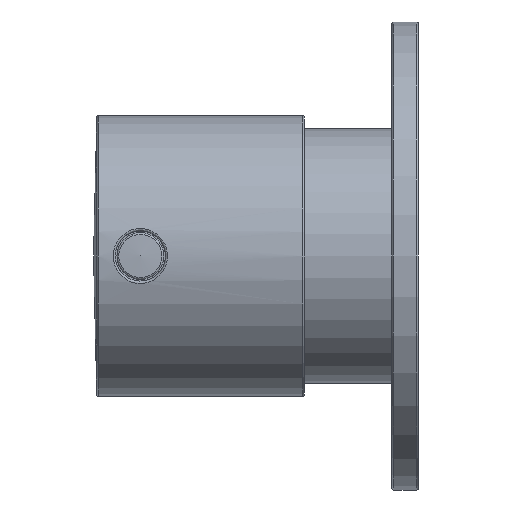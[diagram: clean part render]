
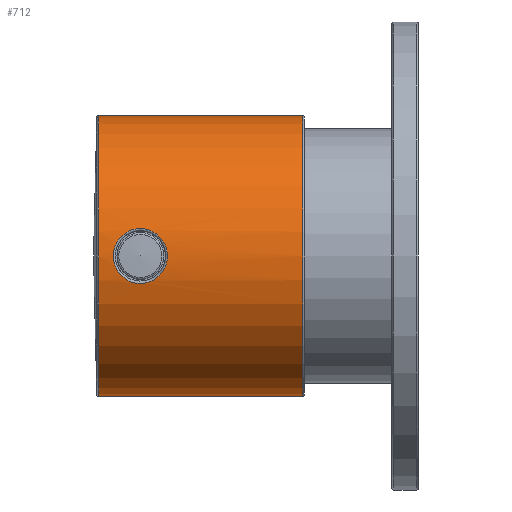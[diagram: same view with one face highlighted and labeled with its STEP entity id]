
A CAD part, left-side view. The second image highlights one B-rep face of the part: STEP entity #712.
In plain terms, the highlighted cylindrical face has radius 21 mm (diameter 42 mm), a full revolution.
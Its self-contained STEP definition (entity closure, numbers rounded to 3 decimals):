
#30=B_SPLINE_CURVE_WITH_KNOTS('',3,(#1588,#1589,#1590,#1591,#1592,#1593,
#1594,#1595,#1596,#1597,#1598,#1599,#1600),.UNSPECIFIED.,.T.,.F.,(1,1,1,
1,1,1,1,1,1,1,1,1,1,1,1,1,1),(-0.008,-0.006,
-0.003,0.,0.003,0.005,
0.006,0.01,0.013,0.016,
0.018,0.019,0.023,0.026,
0.029,0.031,0.032),.UNSPECIFIED.);
#31=B_SPLINE_CURVE_WITH_KNOTS('',3,(#1604,#1605,#1606,#1607,#1608,#1609,
#1610,#1611,#1612,#1613,#1614),.UNSPECIFIED.,.T.,.F.,(1,1,1,1,1,1,1,1,1,
1,1,1,1,1,1),(-0.006,-0.004,-0.002,
0.,0.002,0.004,0.006,
0.008,0.01,0.012,0.014,
0.016,0.018,0.02,0.022),
 .UNSPECIFIED.);
#166=ORIENTED_EDGE('',*,*,#276,.T.);
#167=ORIENTED_EDGE('',*,*,#277,.T.);
#168=ORIENTED_EDGE('',*,*,#278,.T.);
#169=ORIENTED_EDGE('',*,*,#279,.T.);
#276=EDGE_CURVE('',#343,#343,#404,.F.);
#277=EDGE_CURVE('',#344,#344,#30,.T.);
#278=EDGE_CURVE('',#345,#345,#405,.T.);
#279=EDGE_CURVE('',#346,#346,#31,.T.);
#343=VERTEX_POINT('',#1587);
#344=VERTEX_POINT('',#1601);
#345=VERTEX_POINT('',#1603);
#346=VERTEX_POINT('',#1615);
#404=CIRCLE('',#1159,21.);
#405=CIRCLE('',#1160,21.);
#486=EDGE_LOOP('',(#166));
#487=EDGE_LOOP('',(#167));
#488=EDGE_LOOP('',(#168));
#489=EDGE_LOOP('',(#169));
#603=FACE_BOUND('',#486,.T.);
#604=FACE_BOUND('',#487,.T.);
#605=FACE_BOUND('',#488,.T.);
#606=FACE_BOUND('',#489,.T.);
#673=CYLINDRICAL_SURFACE('',#1158,21.);
#712=ADVANCED_FACE('',(#603,#604,#605,#606),#673,.T.);
#1158=AXIS2_PLACEMENT_3D('',#1585,#1342,#1343);
#1159=AXIS2_PLACEMENT_3D('',#1586,#1344,#1345);
#1160=AXIS2_PLACEMENT_3D('',#1602,#1346,#1347);
#1342=DIRECTION('',(0.,0.,-1.));
#1343=DIRECTION('',(-1.,0.,0.));
#1344=DIRECTION('',(0.,0.,-1.));
#1345=DIRECTION('',(-1.,0.,0.));
#1346=DIRECTION('',(0.,0.,-1.));
#1347=DIRECTION('',(-1.,0.,0.));
#1585=CARTESIAN_POINT('',(0.,0.,30.));
#1586=CARTESIAN_POINT('',(0.,0.,0.2));
#1587=CARTESIAN_POINT('',(-21.,0.,0.2));
#1588=CARTESIAN_POINT('',(20.945,2.308,20.636));
#1589=CARTESIAN_POINT('',(21.062,-1.125,20.156));
#1590=CARTESIAN_POINT('',(20.728,-3.437,21.855));
#1591=CARTESIAN_POINT('',(20.581,-4.173,23.905));
#1592=CARTESIAN_POINT('',(20.605,-4.056,26.088));
#1593=CARTESIAN_POINT('',(20.945,-2.307,28.366));
#1594=CARTESIAN_POINT('',(21.062,1.124,28.843));
#1595=CARTESIAN_POINT('',(20.728,3.436,27.147));
#1596=CARTESIAN_POINT('',(20.581,4.174,25.093));
#1597=CARTESIAN_POINT('',(20.605,4.054,22.908));
#1598=CARTESIAN_POINT('',(20.945,2.308,20.636));
#1599=CARTESIAN_POINT('',(21.062,-1.125,20.156));
#1600=CARTESIAN_POINT('',(20.728,-3.437,21.855));
#1601=CARTESIAN_POINT('',(20.975,-1.015,20.576));
#1602=CARTESIAN_POINT('',(0.,0.,30.714));
#1603=CARTESIAN_POINT('',(-21.,0.,30.714));
#1604=CARTESIAN_POINT('',(-20.925,1.961,24.457));
#1605=CARTESIAN_POINT('',(-21.037,0.,25.271));
#1606=CARTESIAN_POINT('',(-20.926,-1.959,24.458));
#1607=CARTESIAN_POINT('',(-20.813,-2.77,22.502));
#1608=CARTESIAN_POINT('',(-20.926,-1.96,20.541));
#1609=CARTESIAN_POINT('',(-21.037,-0.001,19.73));
#1610=CARTESIAN_POINT('',(-20.926,1.957,20.539));
#1611=CARTESIAN_POINT('',(-20.813,2.771,22.497));
#1612=CARTESIAN_POINT('',(-20.925,1.961,24.457));
#1613=CARTESIAN_POINT('',(-21.037,0.,25.271));
#1614=CARTESIAN_POINT('',(-20.926,-1.959,24.458));
#1615=CARTESIAN_POINT('',(-21.,0.,25.));
